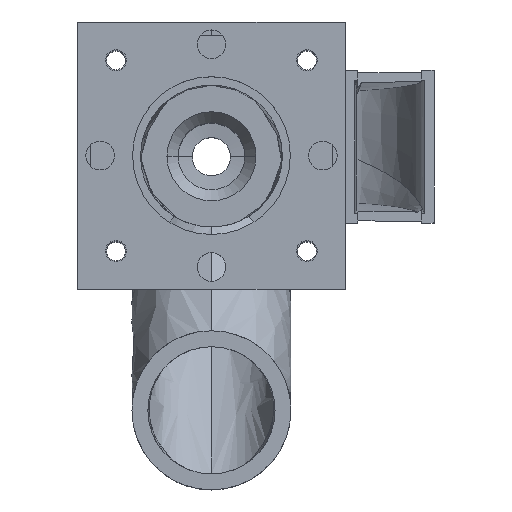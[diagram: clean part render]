
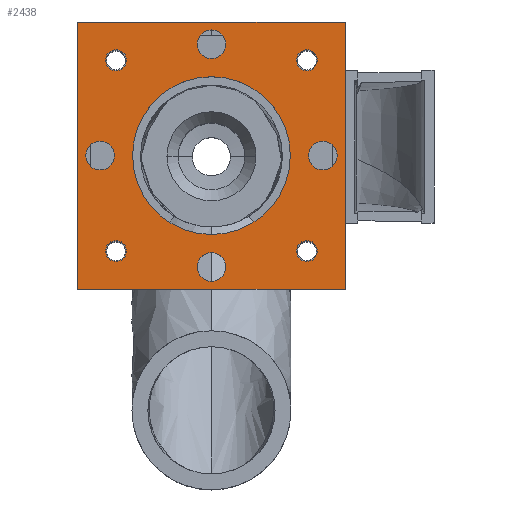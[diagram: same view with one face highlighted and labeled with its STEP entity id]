
A CAD part, top view. The second image highlights one B-rep face of the part: STEP entity #2438.
In plain terms, the highlighted free-form (B-spline) face has degree [1, 1] with [2, 2] control points.
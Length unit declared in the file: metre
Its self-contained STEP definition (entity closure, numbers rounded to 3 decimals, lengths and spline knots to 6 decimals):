
#178=LINE('',#6963,#277);
#182=LINE('',#6974,#281);
#185=LINE('',#6983,#284);
#187=LINE('',#7079,#286);
#277=VECTOR('',#2893,1.);
#281=VECTOR('',#2897,1.);
#284=VECTOR('',#2900,1.);
#286=VECTOR('',#2938,1.);
#360=B_SPLINE_SURFACE_WITH_KNOTS('',1,1,((#7080,#7081),(#7082,#7083)),
 .PLANE_SURF.,.F.,.F.,.F.,(2,2),(2,2),(0.,1.),(0.,1.),.UNSPECIFIED.);
#779=ORIENTED_EDGE('',*,*,#1300,.F.);
#780=ORIENTED_EDGE('',*,*,#1362,.F.);
#781=ORIENTED_EDGE('',*,*,#1304,.F.);
#782=ORIENTED_EDGE('',*,*,#1360,.F.);
#783=ORIENTED_EDGE('',*,*,#1308,.F.);
#784=ORIENTED_EDGE('',*,*,#1358,.F.);
#785=ORIENTED_EDGE('',*,*,#1312,.F.);
#786=ORIENTED_EDGE('',*,*,#1356,.F.);
#787=ORIENTED_EDGE('',*,*,#1316,.F.);
#788=ORIENTED_EDGE('',*,*,#1354,.F.);
#789=ORIENTED_EDGE('',*,*,#1320,.F.);
#790=ORIENTED_EDGE('',*,*,#1352,.F.);
#791=ORIENTED_EDGE('',*,*,#1324,.F.);
#792=ORIENTED_EDGE('',*,*,#1350,.F.);
#793=ORIENTED_EDGE('',*,*,#1328,.F.);
#794=ORIENTED_EDGE('',*,*,#1348,.F.);
#795=ORIENTED_EDGE('',*,*,#1332,.F.);
#796=ORIENTED_EDGE('',*,*,#1346,.F.);
#797=ORIENTED_EDGE('',*,*,#1338,.F.);
#798=ORIENTED_EDGE('',*,*,#1342,.T.);
#799=ORIENTED_EDGE('',*,*,#1345,.T.);
#800=ORIENTED_EDGE('',*,*,#1365,.F.);
#1300=EDGE_CURVE('',#1624,#1625,#1800,.T.);
#1304=EDGE_CURVE('',#1628,#1629,#1802,.T.);
#1308=EDGE_CURVE('',#1632,#1633,#1804,.T.);
#1312=EDGE_CURVE('',#1636,#1637,#1806,.T.);
#1316=EDGE_CURVE('',#1640,#1641,#1808,.T.);
#1320=EDGE_CURVE('',#1644,#1645,#1810,.T.);
#1324=EDGE_CURVE('',#1648,#1649,#1812,.T.);
#1328=EDGE_CURVE('',#1652,#1653,#1814,.T.);
#1332=EDGE_CURVE('',#1656,#1657,#1816,.T.);
#1338=EDGE_CURVE('',#1662,#1663,#178,.T.);
#1342=EDGE_CURVE('',#1662,#1665,#182,.T.);
#1345=EDGE_CURVE('',#1665,#1667,#185,.T.);
#1346=EDGE_CURVE('',#1657,#1656,#1818,.T.);
#1348=EDGE_CURVE('',#1653,#1652,#1820,.T.);
#1350=EDGE_CURVE('',#1649,#1648,#1822,.T.);
#1352=EDGE_CURVE('',#1645,#1644,#1824,.T.);
#1354=EDGE_CURVE('',#1641,#1640,#1826,.T.);
#1356=EDGE_CURVE('',#1637,#1636,#1828,.T.);
#1358=EDGE_CURVE('',#1633,#1632,#1830,.T.);
#1360=EDGE_CURVE('',#1629,#1628,#1832,.T.);
#1362=EDGE_CURVE('',#1625,#1624,#1834,.T.);
#1365=EDGE_CURVE('',#1663,#1667,#187,.T.);
#1624=VERTEX_POINT('',#6801);
#1625=VERTEX_POINT('',#6802);
#1628=VERTEX_POINT('',#6819);
#1629=VERTEX_POINT('',#6820);
#1632=VERTEX_POINT('',#6837);
#1633=VERTEX_POINT('',#6838);
#1636=VERTEX_POINT('',#6855);
#1637=VERTEX_POINT('',#6856);
#1640=VERTEX_POINT('',#6873);
#1641=VERTEX_POINT('',#6874);
#1644=VERTEX_POINT('',#6891);
#1645=VERTEX_POINT('',#6892);
#1648=VERTEX_POINT('',#6909);
#1649=VERTEX_POINT('',#6910);
#1652=VERTEX_POINT('',#6927);
#1653=VERTEX_POINT('',#6928);
#1656=VERTEX_POINT('',#6945);
#1657=VERTEX_POINT('',#6946);
#1662=VERTEX_POINT('',#6962);
#1663=VERTEX_POINT('',#6964);
#1665=VERTEX_POINT('',#6973);
#1667=VERTEX_POINT('',#6982);
#1800=CIRCLE('',#2621,0.00165);
#1802=CIRCLE('',#2623,0.00165);
#1804=CIRCLE('',#2625,0.00165);
#1806=CIRCLE('',#2627,0.00165);
#1808=CIRCLE('',#2629,0.00225);
#1810=CIRCLE('',#2631,0.00225);
#1812=CIRCLE('',#2633,0.00225);
#1814=CIRCLE('',#2635,0.00225);
#1816=CIRCLE('',#2637,0.0124);
#1818=CIRCLE('',#2639,0.0124);
#1820=CIRCLE('',#2641,0.00225);
#1822=CIRCLE('',#2643,0.00225);
#1824=CIRCLE('',#2645,0.00225);
#1826=CIRCLE('',#2647,0.00225);
#1828=CIRCLE('',#2649,0.00165);
#1830=CIRCLE('',#2651,0.00165);
#1832=CIRCLE('',#2653,0.00165);
#1834=CIRCLE('',#2655,0.00165);
#1988=EDGE_LOOP('',(#779,#780));
#1989=EDGE_LOOP('',(#781,#782));
#1990=EDGE_LOOP('',(#783,#784));
#1991=EDGE_LOOP('',(#785,#786));
#1992=EDGE_LOOP('',(#787,#788));
#1993=EDGE_LOOP('',(#789,#790));
#1994=EDGE_LOOP('',(#791,#792));
#1995=EDGE_LOOP('',(#793,#794));
#1996=EDGE_LOOP('',(#795,#796));
#1997=EDGE_LOOP('',(#797,#798,#799,#800));
#2179=FACE_BOUND('',#1988,.T.);
#2180=FACE_BOUND('',#1989,.T.);
#2181=FACE_BOUND('',#1990,.T.);
#2182=FACE_BOUND('',#1991,.T.);
#2183=FACE_BOUND('',#1992,.T.);
#2184=FACE_BOUND('',#1993,.T.);
#2185=FACE_BOUND('',#1994,.T.);
#2186=FACE_BOUND('',#1995,.T.);
#2187=FACE_BOUND('',#1996,.T.);
#2188=FACE_BOUND('',#1997,.T.);
#2438=ADVANCED_FACE('',(#2179,#2180,#2181,#2182,#2183,#2184,#2185,#2186,
#2187,#2188),#360,.T.);
#2621=AXIS2_PLACEMENT_3D('',#6800,#2855,#2856);
#2623=AXIS2_PLACEMENT_3D('',#6818,#2859,#2860);
#2625=AXIS2_PLACEMENT_3D('',#6836,#2863,#2864);
#2627=AXIS2_PLACEMENT_3D('',#6854,#2867,#2868);
#2629=AXIS2_PLACEMENT_3D('',#6872,#2871,#2872);
#2631=AXIS2_PLACEMENT_3D('',#6890,#2875,#2876);
#2633=AXIS2_PLACEMENT_3D('',#6908,#2879,#2880);
#2635=AXIS2_PLACEMENT_3D('',#6926,#2883,#2884);
#2637=AXIS2_PLACEMENT_3D('',#6944,#2887,#2888);
#2639=AXIS2_PLACEMENT_3D('',#6992,#2901,#2902);
#2641=AXIS2_PLACEMENT_3D('',#7002,#2905,#2906);
#2643=AXIS2_PLACEMENT_3D('',#7012,#2909,#2910);
#2645=AXIS2_PLACEMENT_3D('',#7022,#2913,#2914);
#2647=AXIS2_PLACEMENT_3D('',#7032,#2917,#2918);
#2649=AXIS2_PLACEMENT_3D('',#7042,#2921,#2922);
#2651=AXIS2_PLACEMENT_3D('',#7052,#2925,#2926);
#2653=AXIS2_PLACEMENT_3D('',#7062,#2929,#2930);
#2655=AXIS2_PLACEMENT_3D('',#7072,#2933,#2934);
#2855=DIRECTION('',(0.,0.,1.));
#2856=DIRECTION('',(1.,0.,0.));
#2859=DIRECTION('',(0.,0.,1.));
#2860=DIRECTION('',(1.,0.,0.));
#2863=DIRECTION('',(0.,0.,1.));
#2864=DIRECTION('',(1.,0.,0.));
#2867=DIRECTION('',(0.,0.,1.));
#2868=DIRECTION('',(1.,0.,0.));
#2871=DIRECTION('',(0.,0.,1.));
#2872=DIRECTION('',(1.,0.,0.));
#2875=DIRECTION('',(0.,0.,1.));
#2876=DIRECTION('',(1.,0.,0.));
#2879=DIRECTION('',(0.,0.,1.));
#2880=DIRECTION('',(1.,0.,0.));
#2883=DIRECTION('',(0.,0.,1.));
#2884=DIRECTION('',(1.,0.,0.));
#2887=DIRECTION('',(0.,0.,1.));
#2888=DIRECTION('',(1.,0.,0.));
#2893=DIRECTION('',(-1.,0.,0.));
#2897=DIRECTION('',(0.,1.,0.));
#2900=DIRECTION('',(-1.,0.,0.));
#2901=DIRECTION('',(0.,0.,1.));
#2902=DIRECTION('',(1.,0.,0.));
#2905=DIRECTION('',(0.,0.,1.));
#2906=DIRECTION('',(1.,0.,0.));
#2909=DIRECTION('',(0.,0.,1.));
#2910=DIRECTION('',(1.,0.,0.));
#2913=DIRECTION('',(0.,0.,1.));
#2914=DIRECTION('',(1.,0.,0.));
#2917=DIRECTION('',(0.,0.,1.));
#2918=DIRECTION('',(1.,0.,0.));
#2921=DIRECTION('',(0.,0.,1.));
#2922=DIRECTION('',(1.,0.,0.));
#2925=DIRECTION('',(0.,0.,1.));
#2926=DIRECTION('',(1.,0.,0.));
#2929=DIRECTION('',(0.,0.,1.));
#2930=DIRECTION('',(1.,0.,0.));
#2933=DIRECTION('',(0.,0.,1.));
#2934=DIRECTION('',(1.,0.,0.));
#2938=DIRECTION('',(0.,1.,0.));
#6800=CARTESIAN_POINT('',(0.015,0.015,0.005));
#6801=CARTESIAN_POINT('',(0.01335,0.015,0.005));
#6802=CARTESIAN_POINT('',(0.01665,0.015,0.005));
#6818=CARTESIAN_POINT('',(-0.015,0.015,0.005));
#6819=CARTESIAN_POINT('',(-0.01665,0.015,0.005));
#6820=CARTESIAN_POINT('',(-0.01335,0.015,0.005));
#6836=CARTESIAN_POINT('',(-0.015,-0.015,0.005));
#6837=CARTESIAN_POINT('',(-0.01665,-0.015,0.005));
#6838=CARTESIAN_POINT('',(-0.01335,-0.015,0.005));
#6854=CARTESIAN_POINT('',(0.015,-0.015,0.005));
#6855=CARTESIAN_POINT('',(0.01335,-0.015,0.005));
#6856=CARTESIAN_POINT('',(0.01665,-0.015,0.005));
#6872=CARTESIAN_POINT('',(0.0175,0.,0.005));
#6873=CARTESIAN_POINT('',(0.01525,0.,0.005));
#6874=CARTESIAN_POINT('',(0.01975,0.,0.005));
#6890=CARTESIAN_POINT('',(0.,-0.0175,0.005));
#6891=CARTESIAN_POINT('',(-0.00225,-0.0175,0.005));
#6892=CARTESIAN_POINT('',(0.00225,-0.0175,0.005));
#6908=CARTESIAN_POINT('',(-0.0175,0.,0.005));
#6909=CARTESIAN_POINT('',(-0.01975,0.,0.005));
#6910=CARTESIAN_POINT('',(-0.01525,0.,0.005));
#6926=CARTESIAN_POINT('',(0.,0.0175,0.005));
#6927=CARTESIAN_POINT('',(-0.00225,0.0175,0.005));
#6928=CARTESIAN_POINT('',(0.00225,0.0175,0.005));
#6944=CARTESIAN_POINT('',(0.,0.,0.005));
#6945=CARTESIAN_POINT('',(-0.0124,0.,0.005));
#6946=CARTESIAN_POINT('',(0.0124,0.,0.005));
#6962=CARTESIAN_POINT('',(0.021,-0.021,0.005));
#6963=CARTESIAN_POINT('',(0.,-0.021,0.005));
#6964=CARTESIAN_POINT('',(-0.021,-0.021,0.005));
#6973=CARTESIAN_POINT('',(0.021,0.021,0.005));
#6974=CARTESIAN_POINT('',(0.021,0.,0.005));
#6982=CARTESIAN_POINT('',(-0.021,0.021,0.005));
#6983=CARTESIAN_POINT('',(0.,0.021,0.005));
#6992=CARTESIAN_POINT('',(0.,0.,0.005));
#7002=CARTESIAN_POINT('',(0.,0.0175,0.005));
#7012=CARTESIAN_POINT('',(-0.0175,0.,0.005));
#7022=CARTESIAN_POINT('',(0.,-0.0175,0.005));
#7032=CARTESIAN_POINT('',(0.0175,0.,0.005));
#7042=CARTESIAN_POINT('',(0.015,-0.015,0.005));
#7052=CARTESIAN_POINT('',(-0.015,-0.015,0.005));
#7062=CARTESIAN_POINT('',(-0.015,0.015,0.005));
#7072=CARTESIAN_POINT('',(0.015,0.015,0.005));
#7079=CARTESIAN_POINT('',(-0.021,0.,0.005));
#7080=CARTESIAN_POINT('',(-0.0231,-0.0231,0.005));
#7081=CARTESIAN_POINT('',(-0.0231,0.0231,0.005));
#7082=CARTESIAN_POINT('',(0.0231,-0.0231,0.005));
#7083=CARTESIAN_POINT('',(0.0231,0.0231,0.005));
